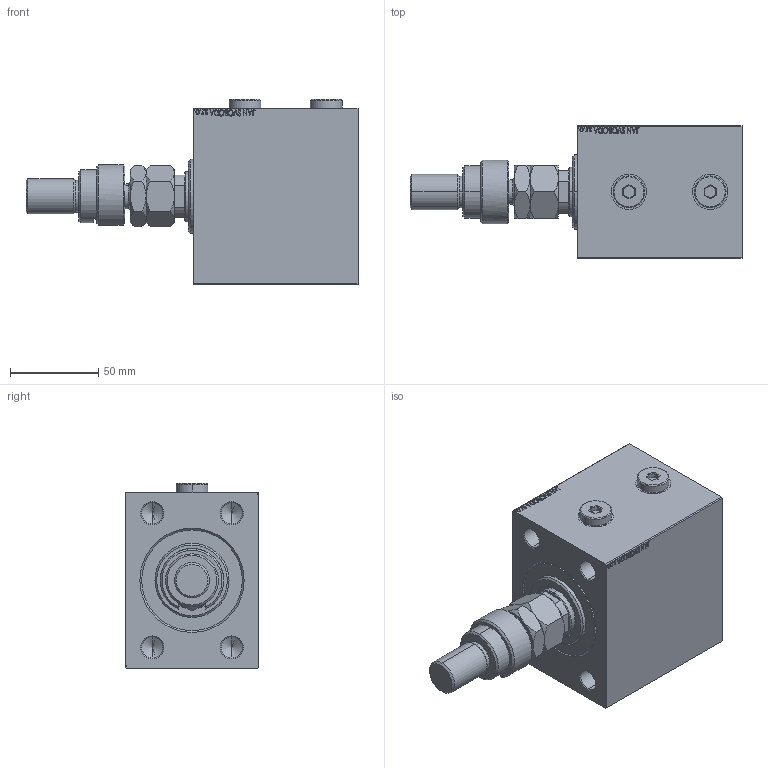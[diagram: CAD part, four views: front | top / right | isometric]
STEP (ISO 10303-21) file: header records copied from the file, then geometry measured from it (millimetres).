
FILE_DESCRIPTION (( 'STEP AP203' ), '1' );
FILE_NAME ('a21b.STEP', '2024-02-12T23:38:20', ( '' ), ( '' ), 'SwSTEP 2.0', 'SolidWorks 2019', '' );
FILE_SCHEMA (( 'CONFIG_CONTROL_DESIGN' ));
Length unit declared in the file: millimetre
Products named in the file (8): V450CM_B_Body 07e39964728a978711998c6e277d7f7e; MFA 07e39964728a978711998c6e277d7f7e; V450CM_VC_B 07e39964728a978711998c6e277d7f7e; FEMALE_PART_FOR_DFA 07e39964728a978711998c6e277d7f7e; a21b; Zatka_OIL_PORT 07e39964728a978711998c6e277d7f7e; V450CM_B_VCP 07e39964728a978711998c6e277d7f7e; DFA 07e39964728a978711998c6e277d7f7e
Assembly tree (8 placements, depth 3):
  a21b
    V450CM_B_Body 07e39964728a978711998c6e277d7f7e
    V450CM_B_VCP 07e39964728a978711998c6e277d7f7e
    V450CM_VC_B 07e39964728a978711998c6e277d7f7e
    DFA 07e39964728a978711998c6e277d7f7e
      FEMALE_PART_FOR_DFA 07e39964728a978711998c6e277d7f7e
      MFA 07e39964728a978711998c6e277d7f7e
    Zatka_OIL_PORT 07e39964728a978711998c6e277d7f7e  x2
Bounding box: 188 x 75 x 104.9 mm (x, y, z)
Volume: 707722.4 mm3; surface area: 102435.3 mm2
Topology: 7 solids, 7 shells, 1021 faces, 2554 edges, 1653 vertices
Faces by surface type: plane 464, bspline 380, cone 90, cylinder 83, torus 4
Entity records: 48354 total; most frequent: CARTESIAN_POINT 26129, ORIENTED_EDGE 4992, DIRECTION 3174, EDGE_CURVE 2496, VERTEX_POINT 1629, VECTOR 1434, LINE 1434, EDGE_LOOP 1133
